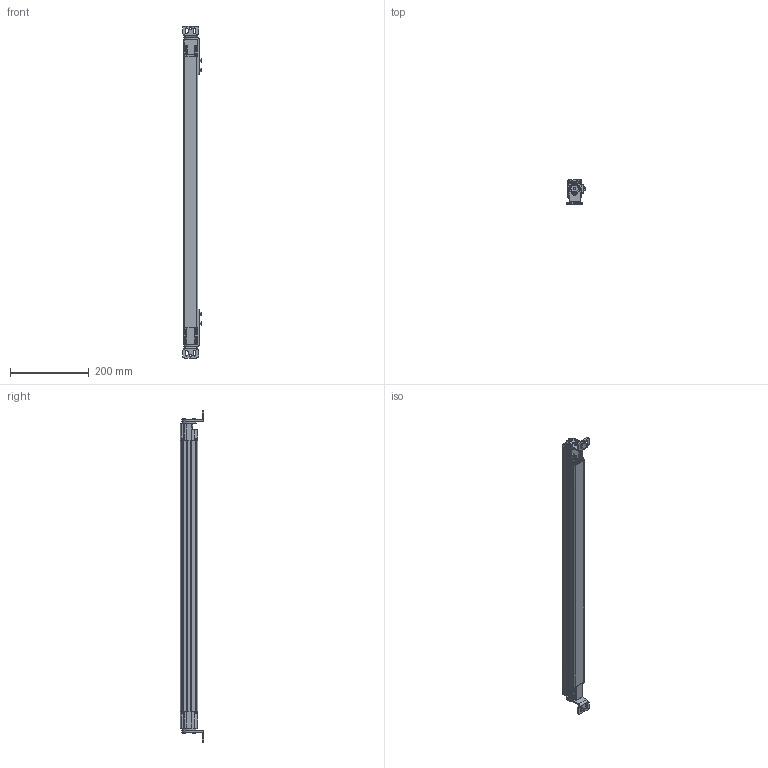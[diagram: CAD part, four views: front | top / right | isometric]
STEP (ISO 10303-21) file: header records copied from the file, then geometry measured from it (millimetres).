
FILE_DESCRIPTION((''),'2;1');
FILE_NAME('181255_ASM','2018-03-06T',('pdmadmin'),('BANNER ENGINEERING'),'CREO PARAMETRIC BY PTC INC, 2016260','CREO PARAMETRIC BY PTC INC, 2016260','');
FILE_SCHEMA(('CONFIG_CONTROL_DESIGN'));
Products named in the file (14): 172747; 168214; 114466; 168215; 178811; 178811_SPLINE; 172297_ASSEMBLED; 175513; PEM_PIN_FH-5MM-8; 175513_ASM; 58892; 175514; 175516; 181255_ASM
Assembly tree (30 placements, depth 3):
  181255_ASM
    172747
    168214
    114466  x8
    168215
    178811
    178811_SPLINE  x2
    172297_ASSEMBLED  x2
    175513_ASM  x2
      175513
      PEM_PIN_FH-5MM-8
    58892  x4
    175514  x2
    175516  x4
Bounding box: 47 x 60.5 x 841.1 mm (x, y, z)
Volume: 526106.3 mm3; surface area: 378891.4 mm2
Topology: 30 solids, 46 shells, 3438 faces, 9297 edges, 5946 vertices
Faces by surface type: plane 1566, cylinder 1415, bspline 281, cone 72, torus 64, sphere 40
Entity records: 64152 total; most frequent: CARTESIAN_POINT 26774, ORIENTED_EDGE 7948, DIRECTION 7463, EDGE_CURVE 3994, AXIS2_PLACEMENT_3D 2537, VERTEX_POINT 2499, VECTOR 2389, LINE 2389
